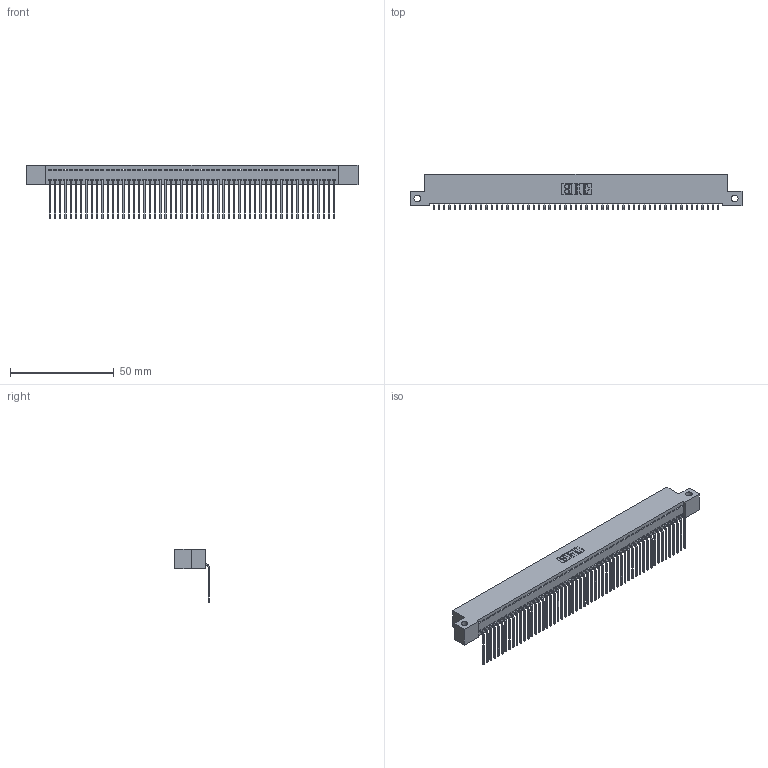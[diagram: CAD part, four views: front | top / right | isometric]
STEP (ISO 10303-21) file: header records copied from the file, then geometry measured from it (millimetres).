
FILE_DESCRIPTION (( 'STEP AP203' ), '1' );
FILE_NAME ('342-055-559-112.STEP', '2019-10-03T04:25:36', ( '' ), ( '' ), 'SwSTEP 2.0', 'SolidWorks 2016', '' );
FILE_SCHEMA (( 'CONFIG_CONTROL_DESIGN' ));
Length unit declared in the file: inch
Products named in the file (3): 342 Part_Side Mount; 345-292-001_558 559 Tail - 1; 342-055-559-112
Assembly tree (56 placements, depth 2):
  342-055-559-112
    342 Part_Side Mount
    345-292-001_558 559 Tail - 1  x55
Bounding box: 160.02 x 16.83 x 25.78 mm (x, y, z)
Volume: 14187.8 mm3; surface area: 21954.4 mm2
Topology: 56 solids, 56 shells, 3410 faces, 10309 edges, 6798 vertices
Faces by surface type: plane 2486, cylinder 924
Entity records: 31897 total; most frequent: CARTESIAN_POINT 5507, ORIENTED_EDGE 5498, DIRECTION 4619, EDGE_CURVE 2749, LINE 2621, VECTOR 2621, VERTEX_POINT 1830, AXIS2_PLACEMENT_3D 999
